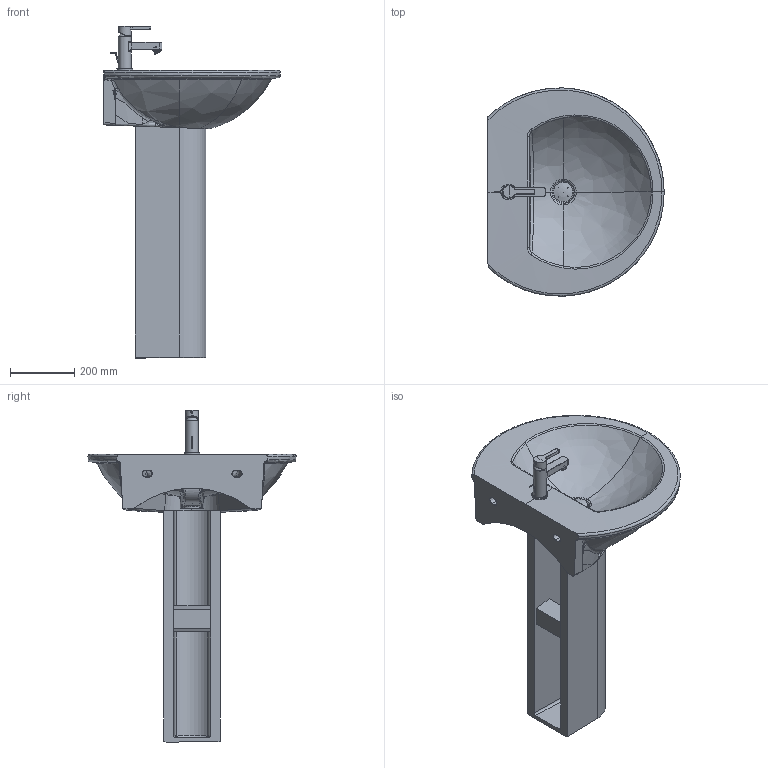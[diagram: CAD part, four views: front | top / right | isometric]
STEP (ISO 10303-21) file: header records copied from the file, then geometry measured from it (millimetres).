
FILE_DESCRIPTION((''),'2;1');
FILE_NAME('262165_085824.stp','2011-05-18T18:55:52',('Administrator'),(''),'Autodesk Inventor 2011','Autodesk Inventor 2011','');
FILE_SCHEMA(('AUTOMOTIVE_DESIGN { 1 0 10303 214 1 1 1 1 }'));
Length unit declared in the file: millimetre
Products named in the file (13): 262165_085824; 262165; Armatur Aufsatzbecken 049747; Sieb; Griff; Fassung Sieb; Gehäuse; Ring; Gleitring; Hebel; Kelch; Stopfen; 085824
Assembly tree (12 placements, depth 3):
  262165_085824
    262165
    Armatur Aufsatzbecken 049747
      Sieb
      Griff
      Fassung Sieb
      Gehäuse
      Ring
      Gleitring
      Hebel
    Kelch
    Stopfen
    085824
Bounding box: 550.26 x 649.69 x 1036.09 mm (x, y, z)
Volume: 18192575.2 mm3; surface area: 2577054.2 mm2
Topology: 4 solids, 12 shells, 796 faces, 2492 edges, 1582 vertices
Faces by surface type: plane 377, bspline 258, cylinder 109, torus 28, cone 20, sphere 4
Full cylindrical faces by diameter (mm): 1.039 x1, 4 x2, 4.3 x1, 5.2 x1, 5.5 x1, 6.5 x1, 10.5 x1, 12.5 x1, 13.905 x1, 17 x1, 17.773 x1, 18 x1, 20.15 x1, 23.15 x1, 24 x1, 24.5 x1, 35 x2, 40 x3, 42 x1, 44 x1, 48 x2, 49.5 x1, 60 x1
Entity records: 86504 total; most frequent: CARTESIAN_POINT 64963, ORIENTED_EDGE 4421, DIRECTION 3848, EDGE_CURVE 2422, VERTEX_POINT 1565, AXIS2_PLACEMENT_3D 1380, VECTOR 1088, LINE 1088
